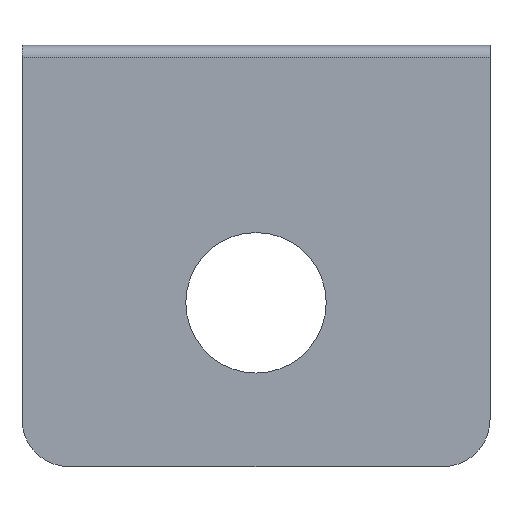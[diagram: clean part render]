
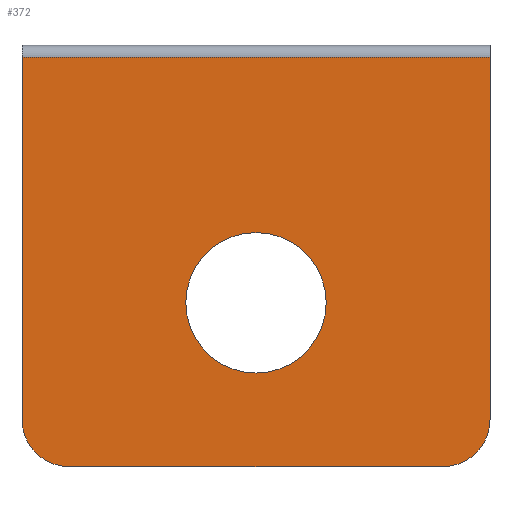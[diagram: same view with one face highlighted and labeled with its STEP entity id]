
A CAD part, front view. The second image highlights one B-rep face of the part: STEP entity #372.
In plain terms, the highlighted planar face has unit normal (0, -1, 0).
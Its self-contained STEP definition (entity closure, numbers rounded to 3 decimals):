
#6 = DIRECTION ( 'NONE',  ( -1., 0., 0. ) ) ;
#9 = CARTESIAN_POINT ( 'NONE',  ( -10., 0., -0.5 ) ) ;
#14 = VERTEX_POINT ( 'NONE', #174 ) ;
#29 = LINE ( 'NONE', #120, #510 ) ;
#34 = CIRCLE ( 'NONE', #388, 3. ) ;
#40 = DIRECTION ( 'NONE',  ( 0., 0., 1. ) ) ;
#42 = CIRCLE ( 'NONE', #108, 3. ) ;
#73 = EDGE_CURVE ( 'NONE', #150, #14, #123, .T. ) ;
#74 = DIRECTION ( 'NONE',  ( 0., 1., 0. ) ) ;
#78 = DIRECTION ( 'NONE',  ( 0., 0., 1. ) ) ;
#80 = CARTESIAN_POINT ( 'NONE',  ( 0., 0., -14. ) ) ;
#83 = LINE ( 'NONE', #256, #148 ) ;
#87 = VERTEX_POINT ( 'NONE', #9 ) ;
#90 = EDGE_LOOP ( 'NONE', ( #526, #213, #171, #368, #98, #119 ) ) ;
#98 = ORIENTED_EDGE ( 'NONE', *, *, #339, .F. ) ;
#99 = AXIS2_PLACEMENT_3D ( 'NONE', #331, #375, #539 ) ;
#108 = AXIS2_PLACEMENT_3D ( 'NONE', #259, #426, #40 ) ;
#117 = CIRCLE ( 'NONE', #199, 2. ) ;
#119 = ORIENTED_EDGE ( 'NONE', *, *, #237, .T. ) ;
#120 = CARTESIAN_POINT ( 'NONE',  ( 10., 0., 0. ) ) ;
#123 = CIRCLE ( 'NONE', #155, 2. ) ;
#125 = LINE ( 'NONE', #346, #432 ) ;
#142 = EDGE_CURVE ( 'NONE', #221, #235, #117, .T. ) ;
#144 = ORIENTED_EDGE ( 'NONE', *, *, #525, .T. ) ;
#146 = DIRECTION ( 'NONE',  ( 0., 0., 1. ) ) ;
#148 = VECTOR ( 'NONE', #6, 1000. ) ;
#150 = VERTEX_POINT ( 'NONE', #218 ) ;
#155 = AXIS2_PLACEMENT_3D ( 'NONE', #182, #361, #146 ) ;
#156 = FACE_OUTER_BOUND ( 'NONE', #90, .T. ) ;
#161 = ORIENTED_EDGE ( 'NONE', *, *, #250, .T. ) ;
#164 = DIRECTION ( 'NONE',  ( 0., -1., 0. ) ) ;
#171 = ORIENTED_EDGE ( 'NONE', *, *, #181, .F. ) ;
#174 = CARTESIAN_POINT ( 'NONE',  ( -8., 0., -18. ) ) ;
#181 = EDGE_CURVE ( 'NONE', #221, #14, #504, .T. ) ;
#182 = CARTESIAN_POINT ( 'NONE',  ( -8., 0., -16. ) ) ;
#186 = CARTESIAN_POINT ( 'NONE',  ( 10., 0., -0.5 ) ) ;
#198 = FACE_BOUND ( 'NONE', #533, .T. ) ;
#199 = AXIS2_PLACEMENT_3D ( 'NONE', #340, #164, #429 ) ;
#200 = DIRECTION ( 'NONE',  ( 0., 0., -1. ) ) ;
#203 = EDGE_CURVE ( 'NONE', #87, #150, #125, .T. ) ;
#207 = CARTESIAN_POINT ( 'NONE',  ( 10., 0., -18. ) ) ;
#213 = ORIENTED_EDGE ( 'NONE', *, *, #73, .T. ) ;
#218 = CARTESIAN_POINT ( 'NONE',  ( -10., 0., -16. ) ) ;
#219 = CARTESIAN_POINT ( 'NONE',  ( 0., 0., -8. ) ) ;
#221 = VERTEX_POINT ( 'NONE', #545 ) ;
#227 = VERTEX_POINT ( 'NONE', #80 ) ;
#235 = VERTEX_POINT ( 'NONE', #547 ) ;
#237 = EDGE_CURVE ( 'NONE', #532, #87, #83, .T. ) ;
#250 = EDGE_CURVE ( 'NONE', #506, #227, #34, .T. ) ;
#256 = CARTESIAN_POINT ( 'NONE',  ( 10., 0., -0.5 ) ) ;
#259 = CARTESIAN_POINT ( 'NONE',  ( 0., 0., -11. ) ) ;
#296 = DIRECTION ( 'NONE',  ( 0., 0., -1. ) ) ;
#329 = PLANE ( 'NONE',  #99 ) ;
#331 = CARTESIAN_POINT ( 'NONE',  ( 10., 0., 0. ) ) ;
#339 = EDGE_CURVE ( 'NONE', #532, #235, #29, .T. ) ;
#340 = CARTESIAN_POINT ( 'NONE',  ( 8., 0., -16. ) ) ;
#343 = CARTESIAN_POINT ( 'NONE',  ( 0., 0., -11. ) ) ;
#346 = CARTESIAN_POINT ( 'NONE',  ( -10., 0., 0. ) ) ;
#355 = VECTOR ( 'NONE', #501, 1000. ) ;
#361 = DIRECTION ( 'NONE',  ( 0., -1., 0. ) ) ;
#368 = ORIENTED_EDGE ( 'NONE', *, *, #142, .T. ) ;
#372 = ADVANCED_FACE ( 'NONE', ( #198, #156 ), #329, .F. ) ;
#375 = DIRECTION ( 'NONE',  ( 0., 1., 0. ) ) ;
#388 = AXIS2_PLACEMENT_3D ( 'NONE', #343, #74, #78 ) ;
#426 = DIRECTION ( 'NONE',  ( 0., 1., 0. ) ) ;
#429 = DIRECTION ( 'NONE',  ( 0., 0., 1. ) ) ;
#432 = VECTOR ( 'NONE', #296, 1000. ) ;
#501 = DIRECTION ( 'NONE',  ( -1., 0., 0. ) ) ;
#504 = LINE ( 'NONE', #207, #355 ) ;
#506 = VERTEX_POINT ( 'NONE', #219 ) ;
#510 = VECTOR ( 'NONE', #200, 1000. ) ;
#525 = EDGE_CURVE ( 'NONE', #227, #506, #42, .T. ) ;
#526 = ORIENTED_EDGE ( 'NONE', *, *, #203, .T. ) ;
#532 = VERTEX_POINT ( 'NONE', #186 ) ;
#533 = EDGE_LOOP ( 'NONE', ( #161, #144 ) ) ;
#539 = DIRECTION ( 'NONE',  ( 0., 0., 1. ) ) ;
#545 = CARTESIAN_POINT ( 'NONE',  ( 8., 0., -18. ) ) ;
#547 = CARTESIAN_POINT ( 'NONE',  ( 10., 0., -16. ) ) ;
